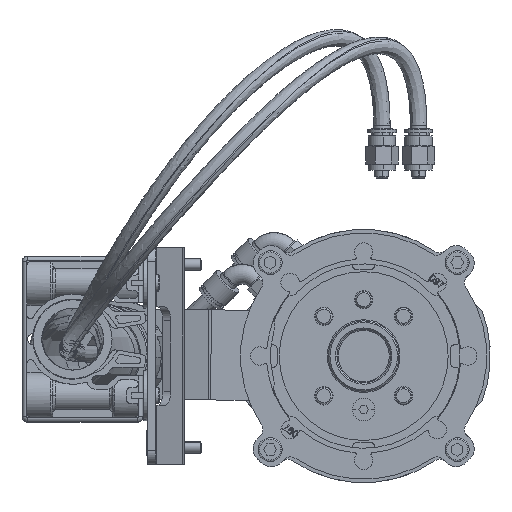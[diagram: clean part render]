
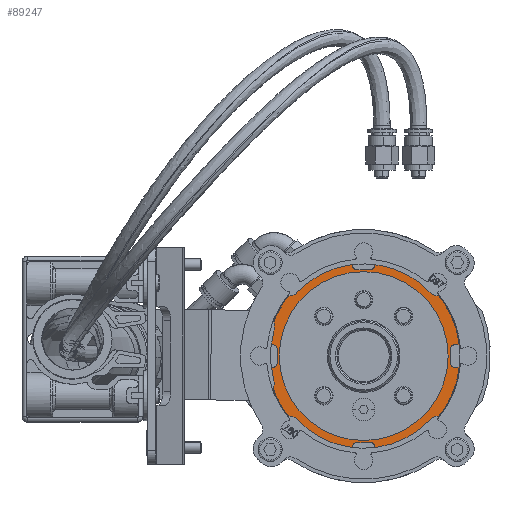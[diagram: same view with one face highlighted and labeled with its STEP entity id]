
A CAD part, left-side view. The second image highlights one B-rep face of the part: STEP entity #89247.
In plain terms, the highlighted planar face has unit normal (-1, 0, 0).
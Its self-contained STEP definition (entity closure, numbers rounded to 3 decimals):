
#110 = DIRECTION ( 'NONE',  ( 0., 0.707, -0.707 ) ) ;
#6448 = EDGE_LOOP ( 'NONE', ( #6756, #132479 ) ) ;
#6756 = ORIENTED_EDGE ( 'NONE', *, *, #43187, .T. ) ;
#7369 = VERTEX_POINT ( 'NONE', #54603 ) ;
#8185 = EDGE_CURVE ( 'NONE', #56985, #101151, #87738, .T. ) ;
#9296 = DIRECTION ( 'NONE',  ( 0., 0.707, -0.707 ) ) ;
#12432 = FACE_OUTER_BOUND ( 'NONE', #6448, .T. ) ;
#13094 = FACE_BOUND ( 'NONE', #24362, .T. ) ;
#13478 = CARTESIAN_POINT ( 'NONE',  ( 567.8, 0., 1009. ) ) ;
#21756 = CARTESIAN_POINT ( 'NONE',  ( 567.8, 0., 1009. ) ) ;
#23265 = PLANE ( 'NONE',  #112474 ) ;
#24362 = EDGE_LOOP ( 'NONE', ( #123905, #47731 ) ) ;
#29281 = AXIS2_PLACEMENT_3D ( 'NONE', #21756, #113366, #110 ) ;
#29337 = CARTESIAN_POINT ( 'NONE',  ( 567.8, 0., 1009. ) ) ;
#32785 = CARTESIAN_POINT ( 'NONE',  ( 567.8, -18.384, 990.614 ) ) ;
#34876 = VERTEX_POINT ( 'NONE', #115834 ) ;
#37527 = AXIS2_PLACEMENT_3D ( 'NONE', #41143, #113064, #9296 ) ;
#41143 = CARTESIAN_POINT ( 'NONE',  ( 567.8, 0., 1009. ) ) ;
#43187 = EDGE_CURVE ( 'NONE', #7369, #34876, #48857, .T. ) ;
#43407 = AXIS2_PLACEMENT_3D ( 'NONE', #29337, #47677, #121575 ) ;
#44002 = DIRECTION ( 'NONE',  ( 0., 0.707, -0.707 ) ) ;
#47677 = DIRECTION ( 'NONE',  ( -1., 0., 0. ) ) ;
#47731 = ORIENTED_EDGE ( 'NONE', *, *, #8185, .F. ) ;
#48857 = CIRCLE ( 'NONE', #133282, 34.25 ) ;
#53792 = DIRECTION ( 'NONE',  ( 0., -0.707, 0.707 ) ) ;
#54603 = CARTESIAN_POINT ( 'NONE',  ( 567.8, 24.219, 984.783 ) ) ;
#56152 = DIRECTION ( 'NONE',  ( -1., 0., 0. ) ) ;
#56985 = VERTEX_POINT ( 'NONE', #98783 ) ;
#63606 = CIRCLE ( 'NONE', #37527, 26. ) ;
#64068 = EDGE_CURVE ( 'NONE', #101151, #56985, #63606, .T. ) ;
#87738 = CIRCLE ( 'NONE', #29281, 26. ) ;
#89247 = ADVANCED_FACE ( 'NONE', ( #12432, #13094 ), #23265, .F. ) ;
#94616 = EDGE_CURVE ( 'NONE', #34876, #7369, #106249, .T. ) ;
#98783 = CARTESIAN_POINT ( 'NONE',  ( 567.8, -18.386, 1027.384 ) ) ;
#101151 = VERTEX_POINT ( 'NONE', #101402 ) ;
#101402 = CARTESIAN_POINT ( 'NONE',  ( 567.8, 18.386, 990.616 ) ) ;
#106249 = CIRCLE ( 'NONE', #43407, 34.25 ) ;
#112474 = AXIS2_PLACEMENT_3D ( 'NONE', #32785, #126369, #53792 ) ;
#113064 = DIRECTION ( 'NONE',  ( -1., 0., 0. ) ) ;
#113366 = DIRECTION ( 'NONE',  ( -1., 0., 0. ) ) ;
#115834 = CARTESIAN_POINT ( 'NONE',  ( 567.8, -24.219, 1033.217 ) ) ;
#121575 = DIRECTION ( 'NONE',  ( 0., 0.707, -0.707 ) ) ;
#123905 = ORIENTED_EDGE ( 'NONE', *, *, #64068, .F. ) ;
#126369 = DIRECTION ( 'NONE',  ( 1., 0., 0. ) ) ;
#132479 = ORIENTED_EDGE ( 'NONE', *, *, #94616, .T. ) ;
#133282 = AXIS2_PLACEMENT_3D ( 'NONE', #13478, #56152, #44002 ) ;
